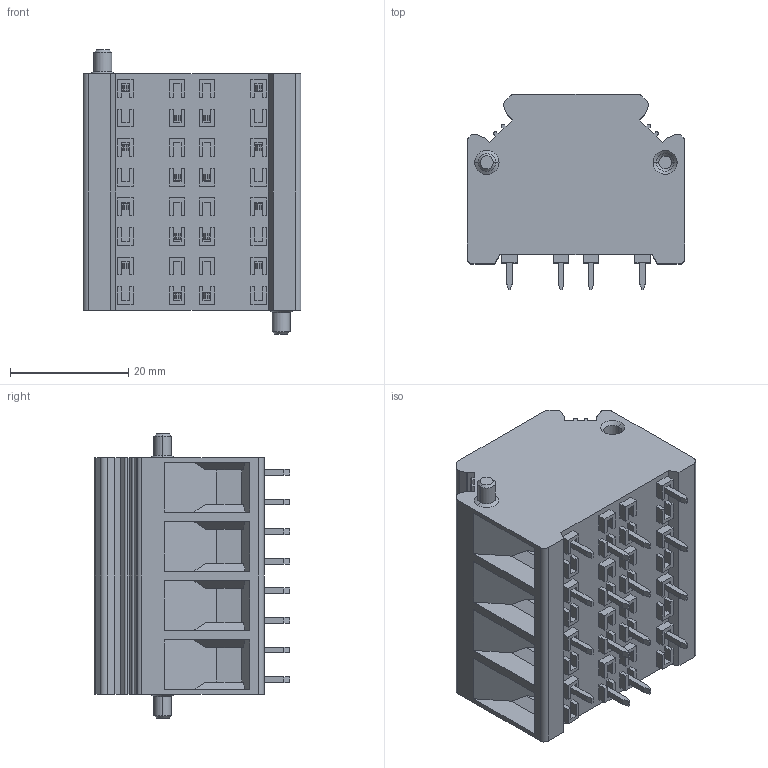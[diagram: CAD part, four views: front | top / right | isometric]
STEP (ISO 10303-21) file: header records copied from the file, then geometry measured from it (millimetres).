
FILE_DESCRIPTION((''),'2;1');
FILE_NAME('TL705DS-XXP_XS_','2024-11-13T15:09:02',('yanfa'),(''),'CREO PARAMETRIC BY PTC INC, 2018100','CREO PARAMETRIC BY PTC INC, 2018100','');
FILE_SCHEMA(('AUTOMOTIVE_DESIGN { 1 0 10303 214 1 1 1 1 }'));
Length unit declared in the file: millimetre
Products named in the file (1): TL705DS-XXP_XS_
Bounding box: 36.8 x 33.02 x 48 mm (x, y, z)
Volume: 28806.5 mm3; surface area: 13421.7 mm2
Topology: 1 solids, 13 shells, 830 faces, 2085 edges, 1361 vertices
Faces by surface type: plane 620, cylinder 114, cone 64, torus 32
Entity records: 31718 total; most frequent: CARTESIAN_POINT 4463, ORIENTED_EDGE 4170, DIRECTION 4090, EDGE_CURVE 2085, VECTOR 1689, LINE 1689, VERTEX_POINT 1361, AXIS2_PLACEMENT_3D 1199
